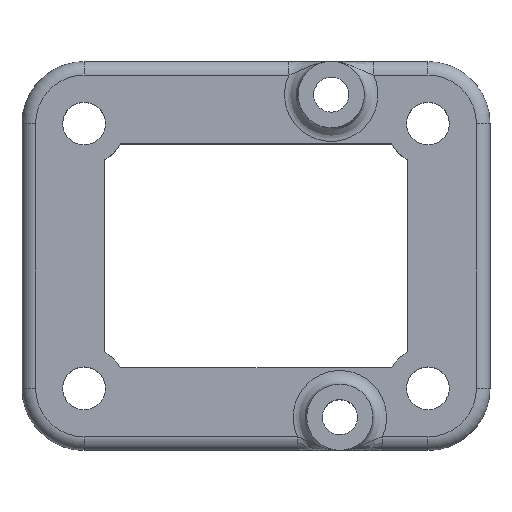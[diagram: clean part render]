
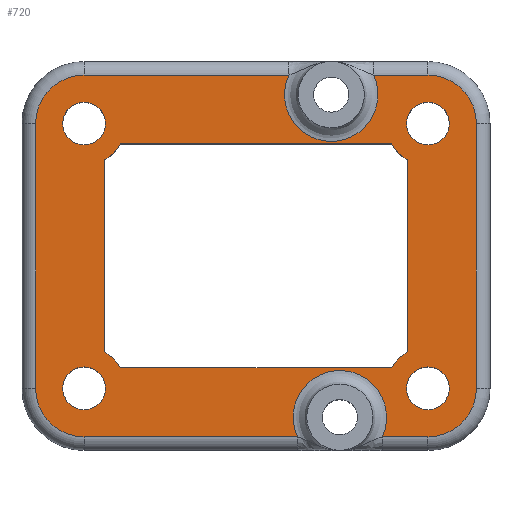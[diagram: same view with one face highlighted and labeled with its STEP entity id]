
A CAD part, top view. The second image highlights one B-rep face of the part: STEP entity #720.
In plain terms, the highlighted planar face has unit normal (0, 0, 1).
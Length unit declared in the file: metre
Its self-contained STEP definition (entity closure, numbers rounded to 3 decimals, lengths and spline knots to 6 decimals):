
#12=PLANE('',#798);
#44=LINE('',#1089,#87);
#46=LINE('',#1101,#89);
#48=LINE('',#1113,#91);
#50=LINE('',#1190,#93);
#52=LINE('',#1202,#95);
#54=LINE('',#1214,#97);
#55=LINE('',#1288,#98);
#56=LINE('',#1293,#99);
#57=LINE('',#1297,#100);
#58=LINE('',#1299,#101);
#59=LINE('',#1303,#102);
#87=VECTOR('',#862,1.);
#89=VECTOR('',#876,1.);
#91=VECTOR('',#890,1.);
#93=VECTOR('',#898,1.);
#95=VECTOR('',#912,1.);
#97=VECTOR('',#926,1.);
#98=VECTOR('',#941,1.);
#99=VECTOR('',#944,1.);
#100=VECTOR('',#947,1.);
#101=VECTOR('',#948,1.);
#102=VECTOR('',#951,1.);
#189=ORIENTED_EDGE('',*,*,#375,.T.);
#190=ORIENTED_EDGE('',*,*,#376,.T.);
#191=ORIENTED_EDGE('',*,*,#377,.T.);
#192=ORIENTED_EDGE('',*,*,#378,.F.);
#193=ORIENTED_EDGE('',*,*,#379,.F.);
#194=ORIENTED_EDGE('',*,*,#380,.T.);
#195=ORIENTED_EDGE('',*,*,#381,.T.);
#196=ORIENTED_EDGE('',*,*,#382,.T.);
#197=ORIENTED_EDGE('',*,*,#383,.F.);
#198=ORIENTED_EDGE('',*,*,#384,.F.);
#199=ORIENTED_EDGE('',*,*,#385,.F.);
#200=ORIENTED_EDGE('',*,*,#386,.F.);
#201=ORIENTED_EDGE('',*,*,#387,.F.);
#202=ORIENTED_EDGE('',*,*,#363,.T.);
#203=ORIENTED_EDGE('',*,*,#366,.T.);
#204=ORIENTED_EDGE('',*,*,#373,.T.);
#205=ORIENTED_EDGE('',*,*,#334,.T.);
#206=ORIENTED_EDGE('',*,*,#337,.T.);
#207=ORIENTED_EDGE('',*,*,#340,.T.);
#208=ORIENTED_EDGE('',*,*,#343,.T.);
#209=ORIENTED_EDGE('',*,*,#346,.T.);
#210=ORIENTED_EDGE('',*,*,#372,.T.);
#211=ORIENTED_EDGE('',*,*,#354,.T.);
#212=ORIENTED_EDGE('',*,*,#357,.T.);
#213=ORIENTED_EDGE('',*,*,#360,.T.);
#334=EDGE_CURVE('',#433,#435,#44,.F.);
#337=EDGE_CURVE('',#435,#437,#502,.T.);
#340=EDGE_CURVE('',#437,#439,#46,.F.);
#343=EDGE_CURVE('',#439,#441,#506,.T.);
#346=EDGE_CURVE('',#441,#443,#48,.F.);
#354=EDGE_CURVE('',#447,#449,#50,.F.);
#357=EDGE_CURVE('',#449,#451,#512,.T.);
#360=EDGE_CURVE('',#451,#453,#52,.F.);
#363=EDGE_CURVE('',#453,#455,#516,.T.);
#366=EDGE_CURVE('',#455,#457,#54,.F.);
#372=EDGE_CURVE('',#443,#447,#519,.F.);
#373=EDGE_CURVE('',#457,#433,#520,.F.);
#375=EDGE_CURVE('',#458,#459,#55,.T.);
#376=EDGE_CURVE('',#459,#460,#522,.T.);
#377=EDGE_CURVE('',#460,#461,#56,.T.);
#378=EDGE_CURVE('',#462,#461,#523,.T.);
#379=EDGE_CURVE('',#463,#462,#57,.T.);
#380=EDGE_CURVE('',#463,#464,#58,.T.);
#381=EDGE_CURVE('',#464,#465,#524,.T.);
#382=EDGE_CURVE('',#465,#466,#59,.T.);
#383=EDGE_CURVE('',#458,#466,#525,.T.);
#384=EDGE_CURVE('',#467,#467,#526,.T.);
#385=EDGE_CURVE('',#468,#468,#527,.T.);
#386=EDGE_CURVE('',#469,#469,#528,.T.);
#387=EDGE_CURVE('',#470,#470,#529,.T.);
#433=VERTEX_POINT('',#1084);
#435=VERTEX_POINT('',#1088);
#437=VERTEX_POINT('',#1094);
#439=VERTEX_POINT('',#1100);
#441=VERTEX_POINT('',#1106);
#443=VERTEX_POINT('',#1112);
#447=VERTEX_POINT('',#1185);
#449=VERTEX_POINT('',#1189);
#451=VERTEX_POINT('',#1195);
#453=VERTEX_POINT('',#1201);
#455=VERTEX_POINT('',#1207);
#457=VERTEX_POINT('',#1213);
#458=VERTEX_POINT('',#1289);
#459=VERTEX_POINT('',#1290);
#460=VERTEX_POINT('',#1292);
#461=VERTEX_POINT('',#1294);
#462=VERTEX_POINT('',#1296);
#463=VERTEX_POINT('',#1298);
#464=VERTEX_POINT('',#1300);
#465=VERTEX_POINT('',#1302);
#466=VERTEX_POINT('',#1304);
#467=VERTEX_POINT('',#1307);
#468=VERTEX_POINT('',#1309);
#469=VERTEX_POINT('',#1311);
#470=VERTEX_POINT('',#1313);
#502=CIRCLE('',#768,0.00715);
#506=CIRCLE('',#774,0.00715);
#512=CIRCLE('',#783,0.00715);
#516=CIRCLE('',#789,0.00715);
#519=CIRCLE('',#794,0.006888);
#520=CIRCLE('',#796,0.006888);
#522=CIRCLE('',#799,0.00615);
#523=CIRCLE('',#800,0.00615);
#524=CIRCLE('',#801,0.00615);
#525=CIRCLE('',#802,0.00615);
#526=CIRCLE('',#803,0.00315);
#527=CIRCLE('',#804,0.00315);
#528=CIRCLE('',#805,0.00315);
#529=CIRCLE('',#806,0.00315);
#564=EDGE_LOOP('',(#189,#190,#191,#192,#193,#194,#195,#196,#197));
#565=EDGE_LOOP('',(#198));
#566=EDGE_LOOP('',(#199));
#567=EDGE_LOOP('',(#200));
#568=EDGE_LOOP('',(#201));
#569=EDGE_LOOP('',(#202,#203,#204,#205,#206,#207,#208,#209,#210,#211,#212,
#213));
#631=FACE_BOUND('',#564,.T.);
#632=FACE_BOUND('',#565,.T.);
#633=FACE_BOUND('',#566,.T.);
#634=FACE_BOUND('',#567,.T.);
#635=FACE_BOUND('',#568,.T.);
#636=FACE_BOUND('',#569,.T.);
#720=ADVANCED_FACE('',(#631,#632,#633,#634,#635,#636),#12,.T.);
#768=AXIS2_PLACEMENT_3D('',#1095,#869,#870);
#774=AXIS2_PLACEMENT_3D('',#1107,#883,#884);
#783=AXIS2_PLACEMENT_3D('',#1196,#905,#906);
#789=AXIS2_PLACEMENT_3D('',#1208,#919,#920);
#794=AXIS2_PLACEMENT_3D('',#1283,#931,#932);
#796=AXIS2_PLACEMENT_3D('',#1285,#935,#936);
#798=AXIS2_PLACEMENT_3D('',#1287,#939,#940);
#799=AXIS2_PLACEMENT_3D('',#1291,#942,#943);
#800=AXIS2_PLACEMENT_3D('',#1295,#945,#946);
#801=AXIS2_PLACEMENT_3D('',#1301,#949,#950);
#802=AXIS2_PLACEMENT_3D('',#1305,#952,#953);
#803=AXIS2_PLACEMENT_3D('',#1306,#954,#955);
#804=AXIS2_PLACEMENT_3D('',#1308,#956,#957);
#805=AXIS2_PLACEMENT_3D('',#1310,#958,#959);
#806=AXIS2_PLACEMENT_3D('',#1312,#960,#961);
#862=DIRECTION('',(1.,0.,0.));
#869=DIRECTION('',(0.,0.,1.));
#870=DIRECTION('',(1.,0.,0.));
#876=DIRECTION('',(0.,1.,0.));
#883=DIRECTION('',(0.,0.,1.));
#884=DIRECTION('',(1.,0.,0.));
#890=DIRECTION('',(-1.,0.,0.));
#898=DIRECTION('',(-1.,0.,0.));
#905=DIRECTION('',(0.,0.,1.));
#906=DIRECTION('',(1.,0.,0.));
#912=DIRECTION('',(0.,-1.,0.));
#919=DIRECTION('',(0.,0.,1.));
#920=DIRECTION('',(1.,0.,0.));
#926=DIRECTION('',(1.,0.,0.));
#931=DIRECTION('',(0.,0.,1.));
#932=DIRECTION('',(1.,0.,0.));
#935=DIRECTION('',(0.,0.,1.));
#936=DIRECTION('',(1.,0.,0.));
#939=DIRECTION('',(0.,0.,1.));
#940=DIRECTION('',(1.,0.,0.));
#941=DIRECTION('',(1.,0.,0.));
#942=DIRECTION('',(0.,0.,1.));
#943=DIRECTION('',(1.,0.,0.));
#944=DIRECTION('',(0.,-1.,0.));
#945=DIRECTION('',(0.,0.,-1.));
#946=DIRECTION('',(1.,0.,0.));
#947=DIRECTION('',(1.,0.,0.));
#948=DIRECTION('',(-1.,0.,0.));
#949=DIRECTION('',(0.,0.,1.));
#950=DIRECTION('',(1.,0.,0.));
#951=DIRECTION('',(0.,1.,0.));
#952=DIRECTION('',(0.,0.,-1.));
#953=DIRECTION('',(1.,0.,0.));
#954=DIRECTION('',(0.,0.,1.));
#955=DIRECTION('',(1.,0.,0.));
#956=DIRECTION('',(0.,0.,1.));
#957=DIRECTION('',(1.,0.,0.));
#958=DIRECTION('',(0.,0.,1.));
#959=DIRECTION('',(1.,0.,0.));
#960=DIRECTION('',(0.,0.,1.));
#961=DIRECTION('',(1.,0.,0.));
#1084=CARTESIAN_POINT('',(0.004843,0.02667,0.012));
#1088=CARTESIAN_POINT('',(-0.025357,0.02667,0.012));
#1089=CARTESIAN_POINT('',(0.,0.02667,0.012));
#1094=CARTESIAN_POINT('',(-0.032507,0.01952,0.012));
#1095=CARTESIAN_POINT('',(-0.025357,0.01952,0.012));
#1100=CARTESIAN_POINT('',(-0.032507,-0.01952,0.012));
#1101=CARTESIAN_POINT('',(-0.032507,0.,0.012));
#1106=CARTESIAN_POINT('',(-0.025357,-0.02667,0.012));
#1107=CARTESIAN_POINT('',(-0.025357,-0.01952,0.012));
#1112=CARTESIAN_POINT('',(0.006113,-0.02667,0.012));
#1113=CARTESIAN_POINT('',(0.,-0.02667,0.012));
#1185=CARTESIAN_POINT('',(0.018619,-0.02667,0.012));
#1189=CARTESIAN_POINT('',(0.025357,-0.02667,0.012));
#1190=CARTESIAN_POINT('',(0.,-0.02667,0.012));
#1195=CARTESIAN_POINT('',(0.032507,-0.01952,0.012));
#1196=CARTESIAN_POINT('',(0.025357,-0.01952,0.012));
#1201=CARTESIAN_POINT('',(0.032507,0.01952,0.012));
#1202=CARTESIAN_POINT('',(0.032507,0.,0.012));
#1207=CARTESIAN_POINT('',(0.025357,0.02667,0.012));
#1208=CARTESIAN_POINT('',(0.025357,0.01952,0.012));
#1213=CARTESIAN_POINT('',(0.017349,0.02667,0.012));
#1214=CARTESIAN_POINT('',(0.,0.02667,0.012));
#1283=CARTESIAN_POINT('',(0.012366,-0.023782,0.012));
#1285=CARTESIAN_POINT('',(0.011096,0.023782,0.012));
#1287=CARTESIAN_POINT('',(0.,0.,0.012));
#1288=CARTESIAN_POINT('',(0.009994,0.01652,0.012));
#1289=CARTESIAN_POINT('',(-0.019989,0.01652,0.012));
#1290=CARTESIAN_POINT('',(0.019989,0.01652,0.012));
#1291=CARTESIAN_POINT('',(0.025357,0.01952,0.012));
#1292=CARTESIAN_POINT('',(0.022357,0.014151,0.012));
#1293=CARTESIAN_POINT('',(0.022357,0.007075,0.012));
#1294=CARTESIAN_POINT('',(0.022357,-0.014151,0.012));
#1295=CARTESIAN_POINT('',(0.025357,-0.01952,0.012));
#1296=CARTESIAN_POINT('',(0.019989,-0.01652,0.012));
#1297=CARTESIAN_POINT('',(0.009994,-0.01652,0.012));
#1298=CARTESIAN_POINT('',(0.,-0.01652,0.012));
#1299=CARTESIAN_POINT('',(-0.009994,-0.01652,0.012));
#1300=CARTESIAN_POINT('',(-0.019989,-0.01652,0.012));
#1301=CARTESIAN_POINT('',(-0.025357,-0.01952,0.012));
#1302=CARTESIAN_POINT('',(-0.022357,-0.014151,0.012));
#1303=CARTESIAN_POINT('',(-0.022357,-0.007075,0.012));
#1304=CARTESIAN_POINT('',(-0.022357,0.014151,0.012));
#1305=CARTESIAN_POINT('',(-0.025357,0.01952,0.012));
#1306=CARTESIAN_POINT('',(0.025357,-0.01952,0.012));
#1307=CARTESIAN_POINT('',(0.028507,-0.01952,0.012));
#1308=CARTESIAN_POINT('',(-0.025357,-0.01952,0.012));
#1309=CARTESIAN_POINT('',(-0.022207,-0.01952,0.012));
#1310=CARTESIAN_POINT('',(-0.025357,0.01952,0.012));
#1311=CARTESIAN_POINT('',(-0.022207,0.01952,0.012));
#1312=CARTESIAN_POINT('',(0.025357,0.01952,0.012));
#1313=CARTESIAN_POINT('',(0.028507,0.01952,0.012));
